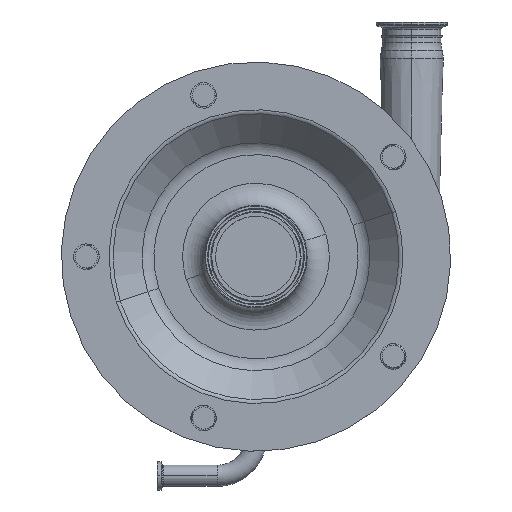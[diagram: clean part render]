
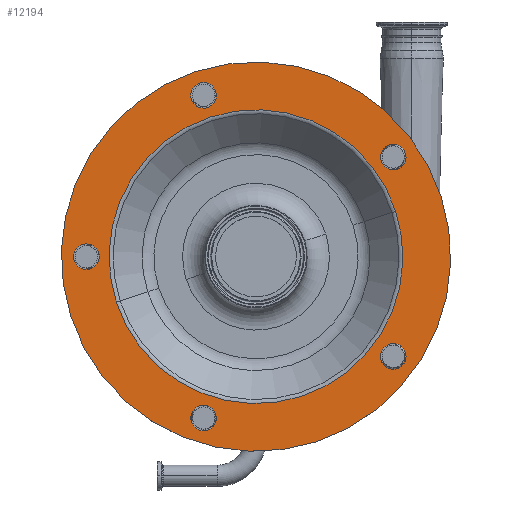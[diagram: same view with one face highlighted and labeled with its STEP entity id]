
A CAD part, top view. The second image highlights one B-rep face of the part: STEP entity #12194.
In plain terms, the highlighted planar face has unit normal (0, 0, 1).
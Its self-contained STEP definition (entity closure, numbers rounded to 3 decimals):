
#17 = ORIENTED_EDGE ( 'NONE', *, *, #9385, .F. ) ;
#120 = DIRECTION ( 'NONE',  ( 0., 0., 1. ) ) ;
#147 = ORIENTED_EDGE ( 'NONE', *, *, #6713, .F. ) ;
#255 = EDGE_LOOP ( 'NONE', ( #9395, #147 ) ) ;
#299 = VERTEX_POINT ( 'NONE', #6684 ) ;
#401 = DIRECTION ( 'NONE',  ( -0.951, -0.309, 0. ) ) ;
#412 = ORIENTED_EDGE ( 'NONE', *, *, #2480, .T. ) ;
#544 = DIRECTION ( 'NONE',  ( 0., 0., -1. ) ) ;
#555 = CARTESIAN_POINT ( 'NONE',  ( 125.607, 40.812, 321.5 ) ) ;
#614 = CARTESIAN_POINT ( 'NONE',  ( 112.438, 86.084, 321.5 ) ) ;
#680 = PLANE ( 'NONE',  #5549 ) ;
#817 = DIRECTION ( 'NONE',  ( -0.951, -0.309, 0. ) ) ;
#845 = CARTESIAN_POINT ( 'NONE',  ( 123.375, 89.637, 321.5 ) ) ;
#866 = VERTEX_POINT ( 'NONE', #2698 ) ;
#1047 = EDGE_LOOP ( 'NONE', ( #7214, #13136 ) ) ;
#1191 = CARTESIAN_POINT ( 'NONE',  ( -47.125, -145.036, 321.5 ) ) ;
#1201 = CIRCLE ( 'NONE', #6458, 132.071 ) ;
#1225 = DIRECTION ( 'NONE',  ( -0.951, -0.309, 0. ) ) ;
#1370 = EDGE_LOOP ( 'NONE', ( #412, #10080 ) ) ;
#1409 = CARTESIAN_POINT ( 'NONE',  ( 123.375, 89.637, 321.5 ) ) ;
#1543 = DIRECTION ( 'NONE',  ( 0., 0., 1. ) ) ;
#1772 = AXIS2_PLACEMENT_3D ( 'NONE', #9825, #10984, #6673 ) ;
#1919 = CARTESIAN_POINT ( 'NONE',  ( -54.078, 166.435, 321.5 ) ) ;
#1973 = AXIS2_PLACEMENT_3D ( 'NONE', #1191, #5288, #5162 ) ;
#2102 = AXIS2_PLACEMENT_3D ( 'NONE', #10913, #4674, #7830 ) ;
#2174 = DIRECTION ( 'NONE',  ( 0., 0., -1. ) ) ;
#2480 = EDGE_CURVE ( 'NONE', #10403, #9628, #1201, .T. ) ;
#2509 = DIRECTION ( 'NONE',  ( 0., 0., 1. ) ) ;
#2569 = VERTEX_POINT ( 'NONE', #614 ) ;
#2571 = DIRECTION ( 'NONE',  ( 0.951, 0.309, 0. ) ) ;
#2698 = CARTESIAN_POINT ( 'NONE',  ( -141.563, 3.554, 321.5 ) ) ;
#2918 = CIRCLE ( 'NONE', #6663, 11.5 ) ;
#2959 = CARTESIAN_POINT ( 'NONE',  ( -58.062, 141.482, 321.5 ) ) ;
#3025 = CARTESIAN_POINT ( 'NONE',  ( 0., 0., 321.5 ) ) ;
#3026 = CARTESIAN_POINT ( 'NONE',  ( 123.375, -89.637, 321.5 ) ) ;
#3242 = AXIS2_PLACEMENT_3D ( 'NONE', #7589, #2509, #4504 ) ;
#3375 = ORIENTED_EDGE ( 'NONE', *, *, #3450, .F. ) ;
#3391 = CARTESIAN_POINT ( 'NONE',  ( -58.062, -148.59, 321.5 ) ) ;
#3450 = EDGE_CURVE ( 'NONE', #5934, #11522, #6910, .T. ) ;
#3733 = EDGE_CURVE ( 'NONE', #9628, #10403, #3863, .T. ) ;
#3863 = CIRCLE ( 'NONE', #9101, 132.071 ) ;
#3948 = CIRCLE ( 'NONE', #6343, 11.5 ) ;
#4113 = CIRCLE ( 'NONE', #3242, 11.5 ) ;
#4504 = DIRECTION ( 'NONE',  ( 0.951, 0.309, 0. ) ) ;
#4674 = DIRECTION ( 'NONE',  ( 0., 0., 1. ) ) ;
#4789 = CARTESIAN_POINT ( 'NONE',  ( 0., 0., 321.5 ) ) ;
#4867 = FACE_OUTER_BOUND ( 'NONE', #5962, .T. ) ;
#4896 = DIRECTION ( 'NONE',  ( 0.951, 0.309, 0. ) ) ;
#5055 = ORIENTED_EDGE ( 'NONE', *, *, #5114, .F. ) ;
#5114 = EDGE_CURVE ( 'NONE', #2569, #8412, #3948, .T. ) ;
#5162 = DIRECTION ( 'NONE',  ( 0.951, 0.309, 0. ) ) ;
#5202 = CIRCLE ( 'NONE', #6297, 11.5 ) ;
#5247 = EDGE_CURVE ( 'NONE', #8960, #13463, #6128, .T. ) ;
#5288 = DIRECTION ( 'NONE',  ( 0., 0., 1. ) ) ;
#5326 = AXIS2_PLACEMENT_3D ( 'NONE', #9188, #12339, #12130 ) ;
#5366 = EDGE_CURVE ( 'NONE', #13463, #8960, #8669, .T. ) ;
#5549 = AXIS2_PLACEMENT_3D ( 'NONE', #1919, #544, #9044 ) ;
#5578 = CARTESIAN_POINT ( 'NONE',  ( -36.188, -141.482, 321.5 ) ) ;
#5845 = CARTESIAN_POINT ( 'NONE',  ( -152.5, 0., 321.5 ) ) ;
#5914 = DIRECTION ( 'NONE',  ( 0., 0., 1. ) ) ;
#5934 = VERTEX_POINT ( 'NONE', #13147 ) ;
#5962 = EDGE_LOOP ( 'NONE', ( #6185, #3375 ) ) ;
#5972 = CARTESIAN_POINT ( 'NONE',  ( 134.312, 93.191, 321.5 ) ) ;
#6097 = DIRECTION ( 'NONE',  ( 0., 0., 1. ) ) ;
#6100 = CIRCLE ( 'NONE', #6760, 175. ) ;
#6128 = CIRCLE ( 'NONE', #1973, 11.5 ) ;
#6185 = ORIENTED_EDGE ( 'NONE', *, *, #8653, .F. ) ;
#6251 = AXIS2_PLACEMENT_3D ( 'NONE', #4789, #6848, #401 ) ;
#6297 = AXIS2_PLACEMENT_3D ( 'NONE', #3026, #6097, #12196 ) ;
#6328 = AXIS2_PLACEMENT_3D ( 'NONE', #1409, #1543, #2571 ) ;
#6343 = AXIS2_PLACEMENT_3D ( 'NONE', #845, #13472, #8257 ) ;
#6380 = EDGE_CURVE ( 'NONE', #7733, #6513, #4113, .T. ) ;
#6402 = DIRECTION ( 'NONE',  ( -0.951, -0.309, 0. ) ) ;
#6458 = AXIS2_PLACEMENT_3D ( 'NONE', #7696, #8401, #6402 ) ;
#6513 = VERTEX_POINT ( 'NONE', #12750 ) ;
#6663 = AXIS2_PLACEMENT_3D ( 'NONE', #10615, #120, #11759 ) ;
#6673 = DIRECTION ( 'NONE',  ( 0.951, 0.309, 0. ) ) ;
#6684 = CARTESIAN_POINT ( 'NONE',  ( -163.437, -3.554, 321.5 ) ) ;
#6713 = EDGE_CURVE ( 'NONE', #6513, #7733, #5202, .T. ) ;
#6760 = AXIS2_PLACEMENT_3D ( 'NONE', #3025, #12471, #817 ) ;
#6848 = DIRECTION ( 'NONE',  ( 0., 0., -1. ) ) ;
#6910 = CIRCLE ( 'NONE', #6251, 175. ) ;
#7133 = FACE_BOUND ( 'NONE', #9166, .T. ) ;
#7214 = ORIENTED_EDGE ( 'NONE', *, *, #5366, .F. ) ;
#7589 = CARTESIAN_POINT ( 'NONE',  ( 123.375, -89.637, 321.5 ) ) ;
#7696 = CARTESIAN_POINT ( 'NONE',  ( 0., 0., 321.5 ) ) ;
#7733 = VERTEX_POINT ( 'NONE', #11813 ) ;
#7830 = DIRECTION ( 'NONE',  ( 0.951, 0.309, 0. ) ) ;
#7971 = EDGE_LOOP ( 'NONE', ( #10628, #10763 ) ) ;
#8199 = EDGE_CURVE ( 'NONE', #11882, #12115, #10103, .T. ) ;
#8257 = DIRECTION ( 'NONE',  ( 0.951, 0.309, 0. ) ) ;
#8401 = DIRECTION ( 'NONE',  ( 0., 0., -1. ) ) ;
#8412 = VERTEX_POINT ( 'NONE', #5972 ) ;
#8557 = CARTESIAN_POINT ( 'NONE',  ( 0., 0., 321.5 ) ) ;
#8619 = CIRCLE ( 'NONE', #5326, 11.5 ) ;
#8635 = ORIENTED_EDGE ( 'NONE', *, *, #13063, .F. ) ;
#8653 = EDGE_CURVE ( 'NONE', #11522, #5934, #6100, .T. ) ;
#8669 = CIRCLE ( 'NONE', #2102, 11.5 ) ;
#8960 = VERTEX_POINT ( 'NONE', #3391 ) ;
#8965 = AXIS2_PLACEMENT_3D ( 'NONE', #5845, #5914, #4896 ) ;
#9044 = DIRECTION ( 'NONE',  ( -0.951, -0.309, 0. ) ) ;
#9101 = AXIS2_PLACEMENT_3D ( 'NONE', #8557, #2174, #1225 ) ;
#9138 = CARTESIAN_POINT ( 'NONE',  ( -36.188, 148.59, 321.5 ) ) ;
#9166 = EDGE_LOOP ( 'NONE', ( #17, #5055 ) ) ;
#9188 = CARTESIAN_POINT ( 'NONE',  ( -152.5, 0., 321.5 ) ) ;
#9385 = EDGE_CURVE ( 'NONE', #8412, #2569, #9845, .T. ) ;
#9395 = ORIENTED_EDGE ( 'NONE', *, *, #6380, .F. ) ;
#9426 = EDGE_CURVE ( 'NONE', #299, #866, #13568, .T. ) ;
#9628 = VERTEX_POINT ( 'NONE', #555 ) ;
#9825 = CARTESIAN_POINT ( 'NONE',  ( -47.125, 145.036, 321.5 ) ) ;
#9845 = CIRCLE ( 'NONE', #6328, 11.5 ) ;
#9954 = FACE_BOUND ( 'NONE', #7971, .T. ) ;
#10080 = ORIENTED_EDGE ( 'NONE', *, *, #3733, .T. ) ;
#10086 = FACE_BOUND ( 'NONE', #1370, .T. ) ;
#10103 = CIRCLE ( 'NONE', #1772, 11.5 ) ;
#10403 = VERTEX_POINT ( 'NONE', #12405 ) ;
#10615 = CARTESIAN_POINT ( 'NONE',  ( -47.125, 145.036, 321.5 ) ) ;
#10628 = ORIENTED_EDGE ( 'NONE', *, *, #12178, .F. ) ;
#10763 = ORIENTED_EDGE ( 'NONE', *, *, #9426, .F. ) ;
#10913 = CARTESIAN_POINT ( 'NONE',  ( -47.125, -145.036, 321.5 ) ) ;
#10984 = DIRECTION ( 'NONE',  ( 0., 0., 1. ) ) ;
#11041 = FACE_BOUND ( 'NONE', #1047, .T. ) ;
#11311 = FACE_BOUND ( 'NONE', #13335, .T. ) ;
#11388 = ORIENTED_EDGE ( 'NONE', *, *, #8199, .F. ) ;
#11522 = VERTEX_POINT ( 'NONE', #13483 ) ;
#11759 = DIRECTION ( 'NONE',  ( 0.951, 0.309, 0. ) ) ;
#11813 = CARTESIAN_POINT ( 'NONE',  ( 134.312, -86.084, 321.5 ) ) ;
#11882 = VERTEX_POINT ( 'NONE', #9138 ) ;
#12115 = VERTEX_POINT ( 'NONE', #2959 ) ;
#12130 = DIRECTION ( 'NONE',  ( 0.951, 0.309, 0. ) ) ;
#12178 = EDGE_CURVE ( 'NONE', #866, #299, #8619, .T. ) ;
#12194 = ADVANCED_FACE ( 'NONE', ( #9954, #11041, #13372, #7133, #10086, #4867, #11311 ), #680, .F. ) ;
#12196 = DIRECTION ( 'NONE',  ( 0.951, 0.309, 0. ) ) ;
#12339 = DIRECTION ( 'NONE',  ( 0., 0., 1. ) ) ;
#12405 = CARTESIAN_POINT ( 'NONE',  ( -125.607, -40.812, 321.5 ) ) ;
#12471 = DIRECTION ( 'NONE',  ( 0., 0., -1. ) ) ;
#12750 = CARTESIAN_POINT ( 'NONE',  ( 112.438, -93.191, 321.5 ) ) ;
#13063 = EDGE_CURVE ( 'NONE', #12115, #11882, #2918, .T. ) ;
#13136 = ORIENTED_EDGE ( 'NONE', *, *, #5247, .F. ) ;
#13147 = CARTESIAN_POINT ( 'NONE',  ( 166.435, 54.078, 321.5 ) ) ;
#13335 = EDGE_LOOP ( 'NONE', ( #11388, #8635 ) ) ;
#13372 = FACE_BOUND ( 'NONE', #255, .T. ) ;
#13463 = VERTEX_POINT ( 'NONE', #5578 ) ;
#13472 = DIRECTION ( 'NONE',  ( 0., 0., 1. ) ) ;
#13483 = CARTESIAN_POINT ( 'NONE',  ( -166.435, -54.078, 321.5 ) ) ;
#13568 = CIRCLE ( 'NONE', #8965, 11.5 ) ;
